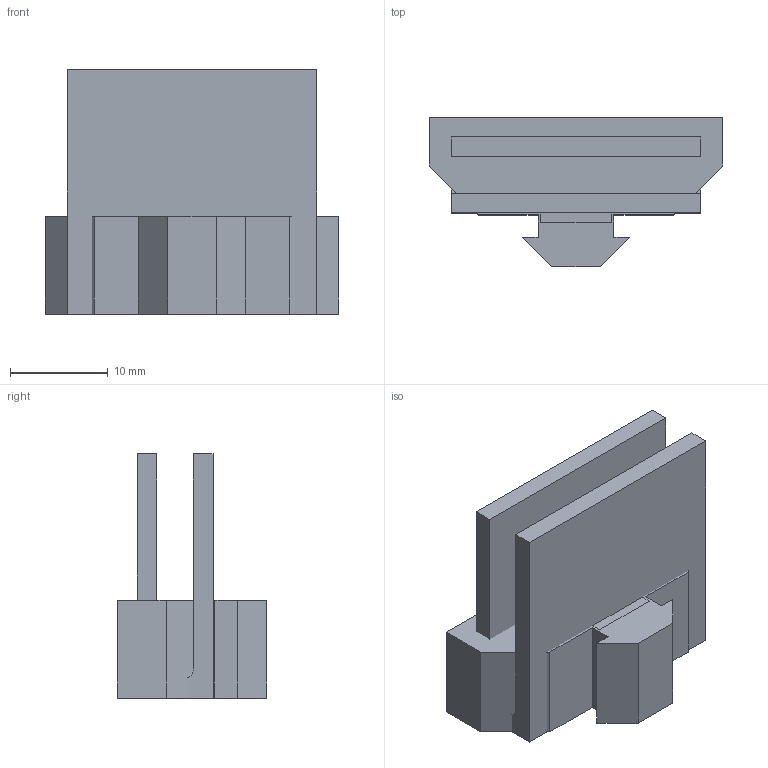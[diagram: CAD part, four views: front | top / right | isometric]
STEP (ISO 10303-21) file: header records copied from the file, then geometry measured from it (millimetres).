
FILE_DESCRIPTION (( 'STEP AP214' ), '1' );
FILE_NAME ('704 Frame Feet (TPU).STEP', '2021-03-18T16:09:42', ( '' ), ( '' ), 'SwSTEP 2.0', 'SolidWorks 2019', '' );
FILE_SCHEMA (( 'AUTOMOTIVE_DESIGN' ));
Length unit declared in the file: millimetre
Products named in the file (1): 704 Frame Feet (TPU)
Bounding box: 30 x 15.3 x 25 mm (x, y, z)
Volume: 6054.8 mm3; surface area: 4630.4 mm2
Topology: 2 solids, 2 shells, 45 faces, 120 edges, 80 vertices
Faces by surface type: plane 37, cylinder 8
Entity records: 1439 total; most frequent: CARTESIAN_POINT 246, ORIENTED_EDGE 240, DIRECTION 230, EDGE_CURVE 120, LINE 102, VECTOR 102, VERTEX_POINT 80, AXIS2_PLACEMENT_3D 64
